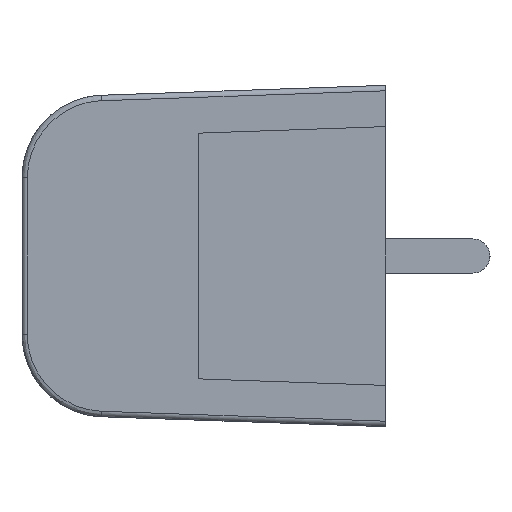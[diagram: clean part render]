
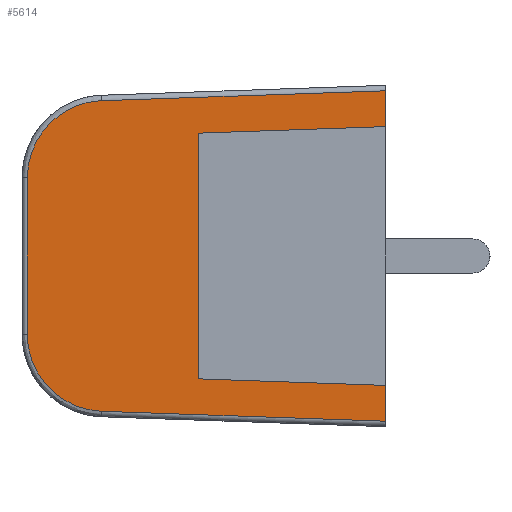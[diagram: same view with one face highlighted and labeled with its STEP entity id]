
A CAD part, left-side view. The second image highlights one B-rep face of the part: STEP entity #5614.
In plain terms, the highlighted planar face has unit normal (-0.999, 0.035, 0).
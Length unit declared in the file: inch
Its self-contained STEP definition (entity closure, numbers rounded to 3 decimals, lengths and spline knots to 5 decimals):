
#5=CARTESIAN_POINT('',(-1.35,0.,0.30001));
#419=CARTESIAN_POINT('',(-1.35,0.,-0.30001));
#425=DIRECTION('',(0.,0.,1.));
#426=VECTOR('',#425,0.06501);
#427=CARTESIAN_POINT('',(-1.35,0.,-0.30001));
#428=LINE('',#427,#426);
#441=DIRECTION('',(0.,0.,1.));
#442=VECTOR('',#441,0.06501);
#443=CARTESIAN_POINT('',(-1.35,0.,0.235));
#444=LINE('',#443,#442);
#562=DIRECTION('',(-0.035,-0.999,0.035));
#563=VECTOR('',#562,0.51586);
#564=CARTESIAN_POINT('',(-1.33201,0.51523,
0.28201));
#565=LINE('',#564,#563);
#566=DIRECTION('',(-0.035,-0.999,-0.035));
#567=VECTOR('',#566,0.51586);
#568=CARTESIAN_POINT('',(-1.33201,0.51523,
-0.28201));
#569=LINE('',#568,#567);
#570=CARTESIAN_POINT('',(-1.33201,0.51523,
-0.28201));
#571=CARTESIAN_POINT('',(-1.33169,0.52429,
-0.2817));
#572=CARTESIAN_POINT('',(-1.33107,0.54196,
-0.27936));
#573=CARTESIAN_POINT('',(-1.33018,0.56762,
-0.2708));
#574=CARTESIAN_POINT('',(-1.32936,0.59114,
-0.25749));
#575=CARTESIAN_POINT('',(-1.32864,0.6117,
-0.23994));
#576=CARTESIAN_POINT('',(-1.32805,0.62852,
-0.21877));
#577=CARTESIAN_POINT('',(-1.32762,0.64098,
-0.19482));
#578=CARTESIAN_POINT('',(-1.32735,0.64863,
-0.16888));
#579=CARTESIAN_POINT('',(-1.32729,0.65035,
-0.15115));
#580=CARTESIAN_POINT('',(-1.32729,0.65035,
-0.1421));
#582=DIRECTION('',(0.,0.,1.));
#583=VECTOR('',#582,0.2842);
#584=CARTESIAN_POINT('',(-1.32729,0.65035,
-0.1421));
#585=LINE('',#584,#583);
#586=CARTESIAN_POINT('',(-1.32729,0.65035,
0.1421));
#587=CARTESIAN_POINT('',(-1.32729,0.65035,
0.15115));
#588=CARTESIAN_POINT('',(-1.32735,0.64863,
0.16888));
#589=CARTESIAN_POINT('',(-1.32762,0.64098,
0.19482));
#590=CARTESIAN_POINT('',(-1.32805,0.62852,
0.21877));
#591=CARTESIAN_POINT('',(-1.32864,0.6117,
0.23994));
#592=CARTESIAN_POINT('',(-1.32936,0.59114,
0.25749));
#593=CARTESIAN_POINT('',(-1.33018,0.56762,
0.2708));
#594=CARTESIAN_POINT('',(-1.33107,0.54196,
0.27936));
#595=CARTESIAN_POINT('',(-1.33169,0.52429,
0.2817));
#596=CARTESIAN_POINT('',(-1.33201,0.51523,
0.28201));
#682=DIRECTION('',(0.035,0.999,-0.035));
#683=VECTOR('',#682,0.34041);
#684=CARTESIAN_POINT('',(-1.35,0.,0.235));
#685=LINE('',#684,#683);
#1243=DIRECTION('',(0.,0.,-1.));
#1244=VECTOR('',#1243,0.44625);
#1245=CARTESIAN_POINT('',(-1.33813,0.34,0.22313));
#1246=LINE('',#1245,#1244);
#2557=DIRECTION('',(0.035,0.999,0.035));
#2558=VECTOR('',#2557,0.34041);
#2559=CARTESIAN_POINT('',(-1.35,0.,-0.235));
#2560=LINE('',#2559,#2558);
#4915=CARTESIAN_POINT('',(-1.33813,0.34,0.22313));
#4916=CARTESIAN_POINT('',(-1.33813,0.34,-0.22313));
#4917=VERTEX_POINT('',#4915);
#4918=VERTEX_POINT('',#4916);
#4921=CARTESIAN_POINT('',(-1.35,0.,0.235));
#4922=VERTEX_POINT('',#4921);
#4925=CARTESIAN_POINT('',(-1.35,0.,-0.235));
#4926=VERTEX_POINT('',#4925);
#5170=VERTEX_POINT('',#5);
#5171=CARTESIAN_POINT('',(-1.33201,0.51523,
0.28201));
#5172=VERTEX_POINT('',#5171);
#5175=VERTEX_POINT('',#419);
#5179=CARTESIAN_POINT('',(-1.33201,0.51523,
-0.28201));
#5180=VERTEX_POINT('',#5179);
#5205=CARTESIAN_POINT('',(-1.32729,0.65035,
-0.1421));
#5206=CARTESIAN_POINT('',(-1.32729,0.65035,
0.1421));
#5207=VERTEX_POINT('',#5205);
#5208=VERTEX_POINT('',#5206);
#5590=CARTESIAN_POINT('',(-1.35,0.,0.31));
#5591=DIRECTION('',(-0.999,0.035,0.));
#5592=DIRECTION('',(0.,0.,1.));
#5593=AXIS2_PLACEMENT_3D('',#5590,#5591,#5592);
#5594=PLANE('',#5593);
#5595=ORIENTED_EDGE('',*,*,#5581,.T.);
#5596=ORIENTED_EDGE('',*,*,#5500,.F.);
#5598=ORIENTED_EDGE('',*,*,#5597,.T.);
#5600=ORIENTED_EDGE('',*,*,#5599,.T.);
#5602=ORIENTED_EDGE('',*,*,#5601,.F.);
#5603=ORIENTED_EDGE('',*,*,#5492,.F.);
#5605=ORIENTED_EDGE('',*,*,#5604,.F.);
#5607=ORIENTED_EDGE('',*,*,#5606,.T.);
#5609=ORIENTED_EDGE('',*,*,#5608,.T.);
#5611=ORIENTED_EDGE('',*,*,#5610,.T.);
#5612=EDGE_LOOP('',(#5595,#5596,#5598,#5600,#5602,#5603,#5605,#5607,#5609,
#5611));
#5613=FACE_OUTER_BOUND('',#5612,.F.);
#5614=ADVANCED_FACE('',(#5613),#5594,.T.);
#581=B_SPLINE_CURVE_WITH_KNOTS('',3,(#570,#571,#572,#573,#574,#575,#576,#577,
#578,#579,#580),.UNSPECIFIED.,.F.,.F.,(4,1,1,1,1,1,1,1,4),(0.,0.125,0.25,
0.375,0.5,0.625,0.75,0.875,1.),.UNSPECIFIED.);
#597=B_SPLINE_CURVE_WITH_KNOTS('',3,(#586,#587,#588,#589,#590,#591,#592,#593,
#594,#595,#596),.UNSPECIFIED.,.F.,.F.,(4,1,1,1,1,1,1,1,4),(0.,0.125,0.25,
0.375,0.5,0.625,0.75,0.875,1.),.UNSPECIFIED.);
#5492=EDGE_CURVE('',#5175,#4926,#428,.T.);
#5500=EDGE_CURVE('',#4922,#5170,#444,.T.);
#5581=EDGE_CURVE('',#5172,#5170,#565,.T.);
#5597=EDGE_CURVE('',#4922,#4917,#685,.T.);
#5599=EDGE_CURVE('',#4917,#4918,#1246,.T.);
#5601=EDGE_CURVE('',#4926,#4918,#2560,.T.);
#5604=EDGE_CURVE('',#5180,#5175,#569,.T.);
#5606=EDGE_CURVE('',#5180,#5207,#581,.T.);
#5608=EDGE_CURVE('',#5207,#5208,#585,.T.);
#5610=EDGE_CURVE('',#5208,#5172,#597,.T.);
